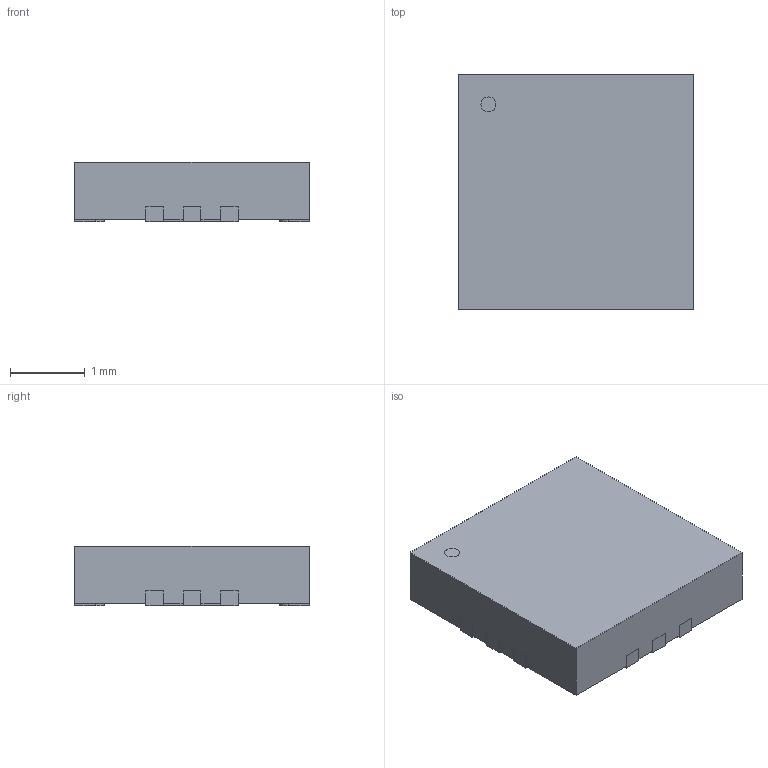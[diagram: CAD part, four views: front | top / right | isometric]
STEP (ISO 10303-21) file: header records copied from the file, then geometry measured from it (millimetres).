
FILE_DESCRIPTION(/* description */ (''),/* implementation_level */ '2;1');
FILE_NAME(/* name */ 'QFN50P300X300X80-13N-S125.stp',/* time_stamp */ '2016-03-02T13:53:51+01:00',/* author */ ('riccim'),/* organization */ (''),/* preprocessor_version */ 'ST-DEVELOPER v15.5',/* originating_system */ 'AutoCAD Mechanical',/* authorisation */ '');
FILE_SCHEMA (('AUTOMOTIVE_DESIGN { 1 0 10303 214 3 1 1 }'));
Length unit declared in the file: millimetre
Products named in the file (1): Product
Bounding box: 3.15 x 3.15 x 0.8 mm (x, y, z)
Volume: 7.7 mm3; surface area: 41 mm2
Topology: 15 solids, 15 shells, 142 faces, 330 edges, 220 vertices
Faces by surface type: plane 116, cylinder 26
Full cylindrical faces by diameter (mm): 0.2 x2
Entity records: 4029 total; most frequent: CARTESIAN_POINT 691, DIRECTION 666, ORIENTED_EDGE 656, EDGE_CURVE 328, LINE 276, VECTOR 276, VERTEX_POINT 220, AXIS2_PLACEMENT_3D 195
